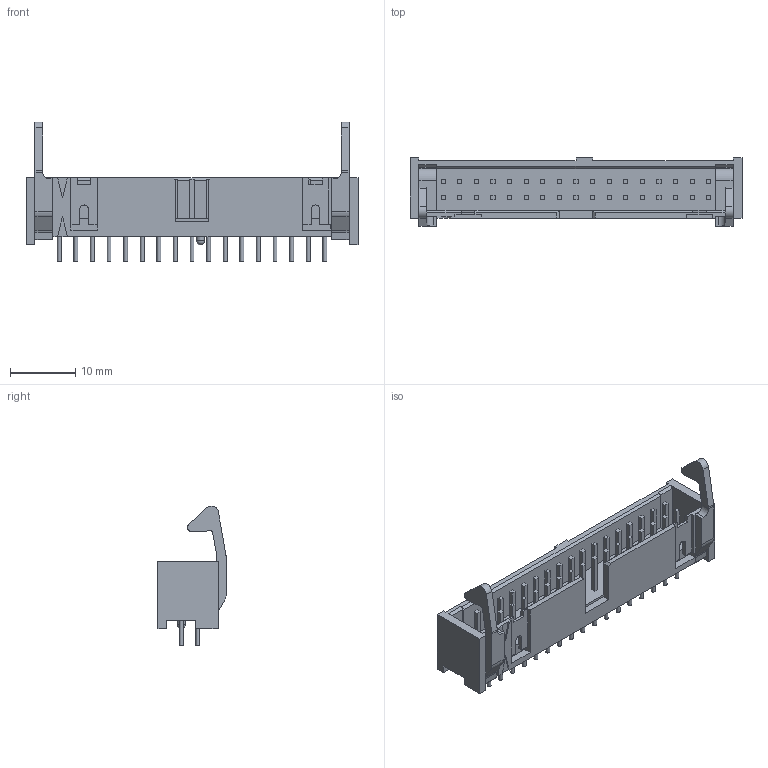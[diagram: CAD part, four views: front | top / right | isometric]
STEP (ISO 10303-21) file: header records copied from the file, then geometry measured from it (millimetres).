
FILE_DESCRIPTION(/* description */ (''),/* implementation_level */ '2;1');
FILE_NAME(/* name */ 'TYCO_3-1761608-1.stp',/* time_stamp */ '2015-06-04T11:49:25+02:00',/* author */ ('admchouv'),/* organization */ ('Tyco Electronics Corporation'),/* preprocessor_version */ 'ST-DEVELOPER v15.5',/* originating_system */ 'AutoCAD Mechanical',/* authorisation */ '');
FILE_SCHEMA (('AUTOMOTIVE_DESIGN { 1 0 10303 214 3 1 1 }'));
Length unit declared in the file: millimetre
Products named in the file (1): Product
Bounding box: 50.8 x 10.41 x 21.38 mm (x, y, z)
Volume: 2142.4 mm3; surface area: 3934.1 mm2
Topology: 75 solids, 75 shells, 492 faces, 1041 edges, 689 vertices
Faces by surface type: plane 418, cylinder 72, sphere 2
Full cylindrical faces by diameter (mm): 0.61 x34, 1.27 x2, 1.499 x2
Entity records: 12808 total; most frequent: CARTESIAN_POINT 2179, DIRECTION 2131, ORIENTED_EDGE 1998, EDGE_CURVE 999, LINE 853, VECTOR 853, VERTEX_POINT 687, AXIS2_PLACEMENT_3D 639
